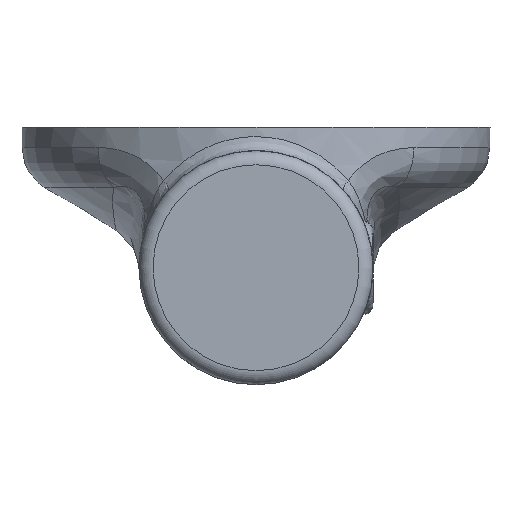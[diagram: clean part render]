
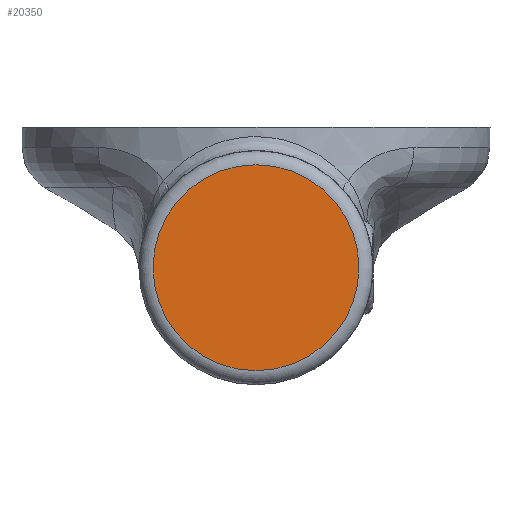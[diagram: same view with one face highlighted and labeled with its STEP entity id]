
A CAD part, front view. The second image highlights one B-rep face of the part: STEP entity #20350.
In plain terms, the highlighted planar face has unit normal (0, -1, 0).
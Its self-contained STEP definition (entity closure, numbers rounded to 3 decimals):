
#36=CIRCLE('',#21039,22.);
#2300=FACE_OUTER_BOUND('',#3421,.T.);
#3421=EDGE_LOOP('',(#16642));
#8991=VERTEX_POINT('',#34409);
#11610=EDGE_CURVE('',#8991,#8991,#36,.T.);
#16642=ORIENTED_EDGE('',*,*,#11610,.F.);
#18330=PLANE('',#21041);
#20350=ADVANCED_FACE('',(#2300),#18330,.F.);
#21039=AXIS2_PLACEMENT_3D('',#34410,#23514,#23515);
#21041=AXIS2_PLACEMENT_3D('',#34412,#23518,#23519);
#23514=DIRECTION('center_axis',(0.,1.,0.));
#23515=DIRECTION('ref_axis',(1.,0.,0.));
#23518=DIRECTION('center_axis',(0.,1.,0.));
#23519=DIRECTION('ref_axis',(0.,0.,1.));
#34409=CARTESIAN_POINT('',(0.,-200.,-8.));
#34410=CARTESIAN_POINT('Origin',(0.,-200.,-30.));
#34412=CARTESIAN_POINT('Origin',(0.,-200.,-30.));
